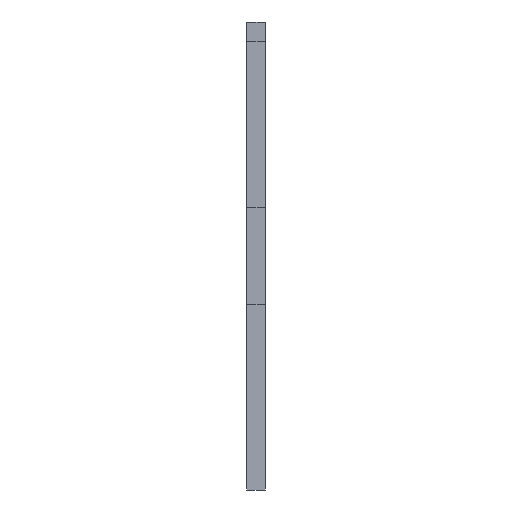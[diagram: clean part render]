
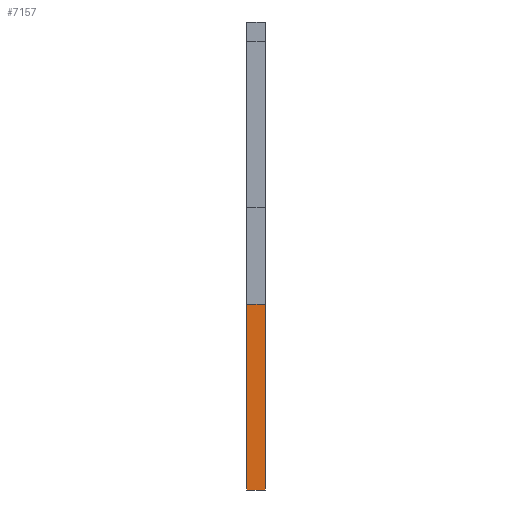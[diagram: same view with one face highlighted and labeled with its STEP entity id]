
A CAD part, left-side view. The second image highlights one B-rep face of the part: STEP entity #7157.
In plain terms, the highlighted planar face has unit normal (-1, 0, 0).
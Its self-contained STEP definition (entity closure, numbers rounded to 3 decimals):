
#44 = PLANE('',#45);
#45 = AXIS2_PLACEMENT_3D('',#46,#47,#48);
#46 = CARTESIAN_POINT('',(0.,0.,0.));
#47 = DIRECTION('',(0.,1.,0.));
#48 = DIRECTION('',(0.,0.,1.));
#100 = PLANE('',#101);
#101 = AXIS2_PLACEMENT_3D('',#102,#103,#104);
#102 = CARTESIAN_POINT('',(0.,-6.,0.));
#103 = DIRECTION('',(0.,1.,0.));
#104 = DIRECTION('',(0.,0.,1.));
#142 = VERTEX_POINT('',#143);
#143 = CARTESIAN_POINT('',(-600.,0.,-15.4));
#159 = PLANE('',#160);
#160 = AXIS2_PLACEMENT_3D('',#161,#162,#163);
#161 = CARTESIAN_POINT('',(-593.6,-6.,-15.4));
#162 = DIRECTION('',(0.,0.,1.));
#163 = DIRECTION('',(-1.,0.,0.));
#1393 = VERTEX_POINT('',#1394);
#1394 = CARTESIAN_POINT('',(-600.,0.,-75.));
#1408 = PLANE('',#1409);
#1409 = AXIS2_PLACEMENT_3D('',#1410,#1411,#1412);
#1410 = CARTESIAN_POINT('',(600.,0.,-75.));
#1411 = DIRECTION('',(0.,0.,-1.));
#1412 = DIRECTION('',(-1.,0.,0.));
#1420 = EDGE_CURVE('',#1393,#142,#1421,.T.);
#1421 = SURFACE_CURVE('',#1422,(#1426,#1433),.PCURVE_S1.);
#1422 = LINE('',#1423,#1424);
#1423 = CARTESIAN_POINT('',(-600.,0.,-75.));
#1424 = VECTOR('',#1425,1.);
#1425 = DIRECTION('',(0.,0.,1.));
#1426 = PCURVE('',#44,#1427);
#1427 = DEFINITIONAL_REPRESENTATION('',(#1428),#1432);
#1428 = LINE('',#1429,#1430);
#1429 = CARTESIAN_POINT('',(-75.,-600.));
#1430 = VECTOR('',#1431,1.);
#1431 = DIRECTION('',(1.,0.));
#1432 = ( GEOMETRIC_REPRESENTATION_CONTEXT(2) 
PARAMETRIC_REPRESENTATION_CONTEXT() REPRESENTATION_CONTEXT('2D SPACE',''
  ) );
#1433 = PCURVE('',#1434,#1439);
#1434 = PLANE('',#1435);
#1435 = AXIS2_PLACEMENT_3D('',#1436,#1437,#1438);
#1436 = CARTESIAN_POINT('',(-600.,0.,-75.));
#1437 = DIRECTION('',(-1.,0.,0.));
#1438 = DIRECTION('',(0.,0.,1.));
#1439 = DEFINITIONAL_REPRESENTATION('',(#1440),#1444);
#1440 = LINE('',#1441,#1442);
#1441 = CARTESIAN_POINT('',(0.,0.));
#1442 = VECTOR('',#1443,1.);
#1443 = DIRECTION('',(1.,0.));
#1444 = ( GEOMETRIC_REPRESENTATION_CONTEXT(2) 
PARAMETRIC_REPRESENTATION_CONTEXT() REPRESENTATION_CONTEXT('2D SPACE',''
  ) );
#4981 = VERTEX_POINT('',#4982);
#4982 = CARTESIAN_POINT('',(-600.,-6.,-75.));
#5003 = EDGE_CURVE('',#4981,#5004,#5006,.T.);
#5004 = VERTEX_POINT('',#5005);
#5005 = CARTESIAN_POINT('',(-600.,-6.,-15.4));
#5006 = SURFACE_CURVE('',#5007,(#5011,#5018),.PCURVE_S1.);
#5007 = LINE('',#5008,#5009);
#5008 = CARTESIAN_POINT('',(-600.,-6.,-75.));
#5009 = VECTOR('',#5010,1.);
#5010 = DIRECTION('',(0.,0.,1.));
#5011 = PCURVE('',#100,#5012);
#5012 = DEFINITIONAL_REPRESENTATION('',(#5013),#5017);
#5013 = LINE('',#5014,#5015);
#5014 = CARTESIAN_POINT('',(-75.,-600.));
#5015 = VECTOR('',#5016,1.);
#5016 = DIRECTION('',(1.,0.));
#5017 = ( GEOMETRIC_REPRESENTATION_CONTEXT(2) 
PARAMETRIC_REPRESENTATION_CONTEXT() REPRESENTATION_CONTEXT('2D SPACE',''
  ) );
#5018 = PCURVE('',#1434,#5019);
#5019 = DEFINITIONAL_REPRESENTATION('',(#5020),#5024);
#5020 = LINE('',#5021,#5022);
#5021 = CARTESIAN_POINT('',(0.,-6.));
#5022 = VECTOR('',#5023,1.);
#5023 = DIRECTION('',(1.,0.));
#5024 = ( GEOMETRIC_REPRESENTATION_CONTEXT(2) 
PARAMETRIC_REPRESENTATION_CONTEXT() REPRESENTATION_CONTEXT('2D SPACE',''
  ) );
#7137 = EDGE_CURVE('',#5004,#142,#7138,.T.);
#7138 = SURFACE_CURVE('',#7139,(#7143,#7150),.PCURVE_S1.);
#7139 = LINE('',#7140,#7141);
#7140 = CARTESIAN_POINT('',(-600.,-6.,-15.4));
#7141 = VECTOR('',#7142,1.);
#7142 = DIRECTION('',(0.,1.,0.));
#7143 = PCURVE('',#159,#7144);
#7144 = DEFINITIONAL_REPRESENTATION('',(#7145),#7149);
#7145 = LINE('',#7146,#7147);
#7146 = CARTESIAN_POINT('',(6.4,0.));
#7147 = VECTOR('',#7148,1.);
#7148 = DIRECTION('',(0.,-1.));
#7149 = ( GEOMETRIC_REPRESENTATION_CONTEXT(2) 
PARAMETRIC_REPRESENTATION_CONTEXT() REPRESENTATION_CONTEXT('2D SPACE',''
  ) );
#7150 = PCURVE('',#1434,#7151);
#7151 = DEFINITIONAL_REPRESENTATION('',(#7152),#7156);
#7152 = LINE('',#7153,#7154);
#7153 = CARTESIAN_POINT('',(59.6,-6.));
#7154 = VECTOR('',#7155,1.);
#7155 = DIRECTION('',(0.,1.));
#7156 = ( GEOMETRIC_REPRESENTATION_CONTEXT(2) 
PARAMETRIC_REPRESENTATION_CONTEXT() REPRESENTATION_CONTEXT('2D SPACE',''
  ) );
#7157 = ADVANCED_FACE('',(#7158),#1434,.T.);
#7158 = FACE_BOUND('',#7159,.T.);
#7159 = EDGE_LOOP('',(#7160,#7161,#7182,#7183));
#7160 = ORIENTED_EDGE('',*,*,#1420,.F.);
#7161 = ORIENTED_EDGE('',*,*,#7162,.T.);
#7162 = EDGE_CURVE('',#1393,#4981,#7163,.T.);
#7163 = SURFACE_CURVE('',#7164,(#7168,#7175),.PCURVE_S1.);
#7164 = LINE('',#7165,#7166);
#7165 = CARTESIAN_POINT('',(-600.,0.,-75.));
#7166 = VECTOR('',#7167,1.);
#7167 = DIRECTION('',(0.,-1.,0.));
#7168 = PCURVE('',#1434,#7169);
#7169 = DEFINITIONAL_REPRESENTATION('',(#7170),#7174);
#7170 = LINE('',#7171,#7172);
#7171 = CARTESIAN_POINT('',(0.,0.));
#7172 = VECTOR('',#7173,1.);
#7173 = DIRECTION('',(0.,-1.));
#7174 = ( GEOMETRIC_REPRESENTATION_CONTEXT(2) 
PARAMETRIC_REPRESENTATION_CONTEXT() REPRESENTATION_CONTEXT('2D SPACE',''
  ) );
#7175 = PCURVE('',#1408,#7176);
#7176 = DEFINITIONAL_REPRESENTATION('',(#7177),#7181);
#7177 = LINE('',#7178,#7179);
#7178 = CARTESIAN_POINT('',(1200.,0.));
#7179 = VECTOR('',#7180,1.);
#7180 = DIRECTION('',(0.,-1.));
#7181 = ( GEOMETRIC_REPRESENTATION_CONTEXT(2) 
PARAMETRIC_REPRESENTATION_CONTEXT() REPRESENTATION_CONTEXT('2D SPACE',''
  ) );
#7182 = ORIENTED_EDGE('',*,*,#5003,.T.);
#7183 = ORIENTED_EDGE('',*,*,#7137,.T.);
